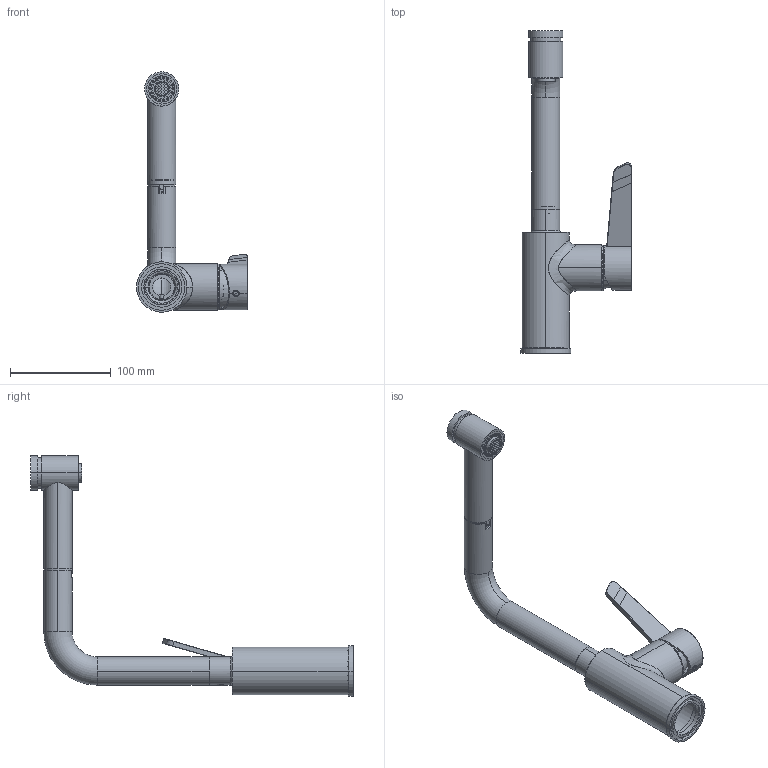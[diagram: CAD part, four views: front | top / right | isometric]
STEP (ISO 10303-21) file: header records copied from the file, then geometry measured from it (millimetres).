
FILE_DESCRIPTION (( 'STEP AP203' ), '1' );
FILE_NAME ('38EP04203_00.STEP', '2021-04-09T09:16:10', ( '' ), ( '' ), 'SwSTEP 2.0', 'SolidWorks 2018', '' );
FILE_SCHEMA (( 'CONFIG_CONTROL_DESIGN' ));
Length unit declared in the file: millimetre
Products named in the file (1): 38EP04203_00
Bounding box: 110 x 320 x 238.5 mm (x, y, z)
Volume: 113585.8 mm3; surface area: 162838.6 mm2
Topology: 44 solids, 44 shells, 994 faces, 2578 edges, 1698 vertices
Faces by surface type: plane 568, cylinder 314, cone 56, torus 30, bspline 24, sphere 2
Entity records: 36767 total; most frequent: CARTESIAN_POINT 12004, ORIENTED_EDGE 5156, DIRECTION 5030, EDGE_CURVE 2578, VERTEX_POINT 1698, LINE 1678, VECTOR 1678, AXIS2_PLACEMENT_3D 1676
